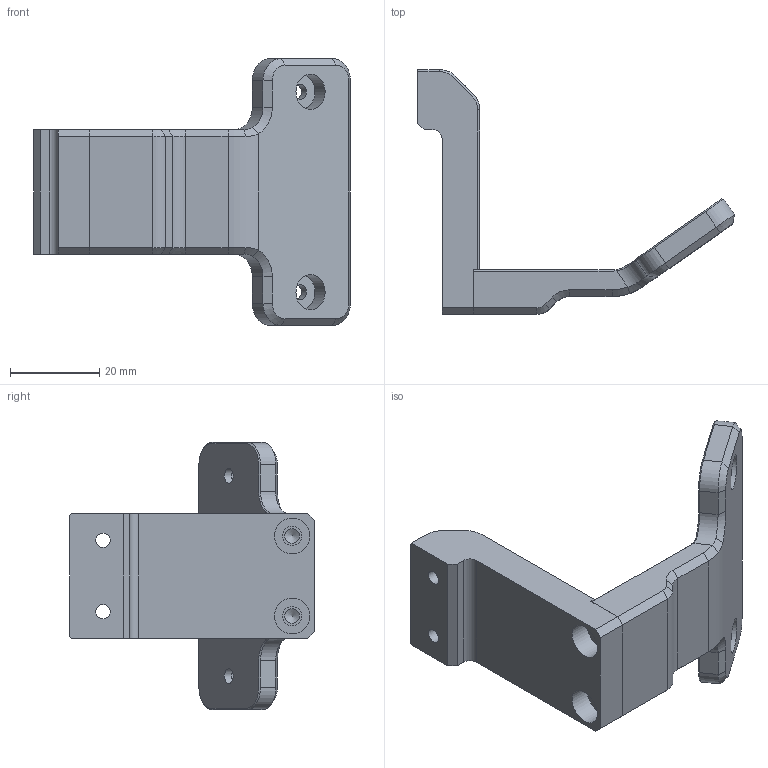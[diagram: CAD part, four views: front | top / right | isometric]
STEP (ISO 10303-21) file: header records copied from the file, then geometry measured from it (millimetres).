
FILE_DESCRIPTION(/* description */ (''),/* implementation_level */ '2;1');
FILE_NAME(/* name */ 'Aloha相机支架_20240821.stp',/* time_stamp */ '2024-08-21T12:31:32+08:00',/* author */ (''),/* organization */ (''),/* preprocessor_version */ 'ST-DEVELOPER v16.7',/* originating_system */ 'SIEMENS PLM Software NX 12.0',/* authorisation */ '');
FILE_SCHEMA (('AUTOMOTIVE_DESIGN { 1 0 10303 214 3 1 1 1 }'));
Length unit declared in the file: millimetre
Products named in the file (1): Aloha相机支架_20240821
Bounding box: 71.21 x 55 x 60 mm (x, y, z)
Volume: 29159.7 mm3; surface area: 12177.9 mm2
Topology: 2 solids, 2 shells, 125 faces, 301 edges, 184 vertices
Faces by surface type: plane 58, cylinder 29, cone 28, bspline 10
Full cylindrical faces by diameter (mm): 3.2 x2, 3.3 x2, 3.4 x2, 4.3 x2, 6 x2, 8 x4
Entity records: 3649 total; most frequent: CARTESIAN_POINT 875, DIRECTION 549, ORIENTED_EDGE 546, EDGE_CURVE 273, AXIS2_PLACEMENT_3D 196, VERTEX_POINT 174, EDGE_LOOP 157, LINE 157
